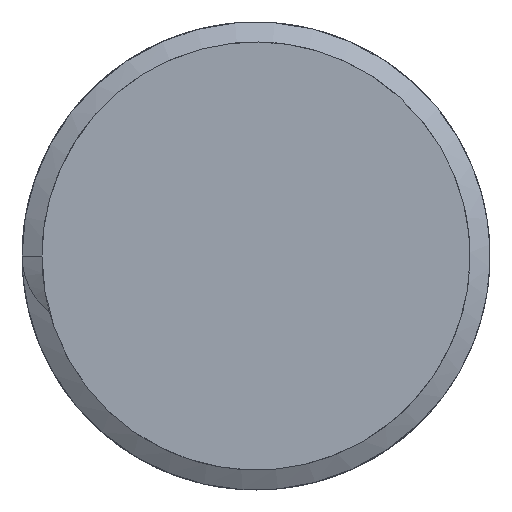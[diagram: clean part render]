
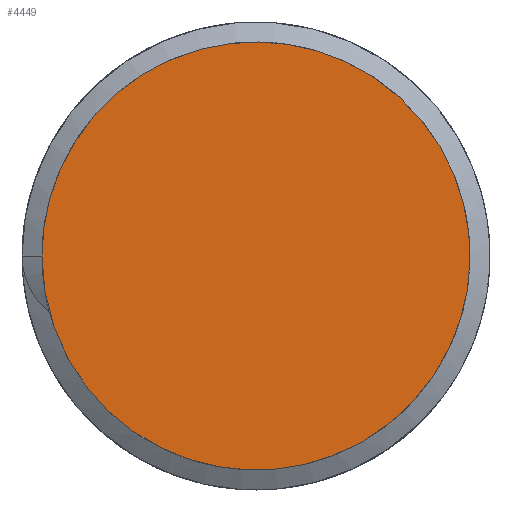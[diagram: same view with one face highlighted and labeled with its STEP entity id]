
A CAD part, left-side view. The second image highlights one B-rep face of the part: STEP entity #4449.
In plain terms, the highlighted free-form (B-spline) face has degree [1, 1] with [2, 2] control points.
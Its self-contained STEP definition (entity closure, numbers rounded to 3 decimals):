
#4414=CARTESIAN_POINT('',(0.,8.35,0.));
#4415=VERTEX_POINT('',#4414);
#4426=CARTESIAN_POINT('',(0.,8.35,0.));
#4427=CARTESIAN_POINT('',(0.,8.35,-8.35));
#4428=CARTESIAN_POINT('',(0.,0.,-8.35));
#4429=CARTESIAN_POINT('',(0.,-8.35,-8.35));
#4430=CARTESIAN_POINT('',(0.,-8.35,0.));
#4431=CARTESIAN_POINT('',(0.,-8.35,8.35));
#4432=CARTESIAN_POINT('',(0.,0.,8.35));
#4433=CARTESIAN_POINT('',(0.,8.35,8.35));
#4434=CARTESIAN_POINT('',(0.,8.35,0.));
#4435=(BOUNDED_CURVE()B_SPLINE_CURVE(2,(#4426,#4427,#4428,#4429,#4430,#4431,#4432,#4433,#4434),.CIRCULAR_ARC.,.T.,.U.)B_SPLINE_CURVE_WITH_KNOTS((3,2,2,2,3),(0.,0.25,0.5,0.75,1.),.UNSPECIFIED.)CURVE()GEOMETRIC_REPRESENTATION_ITEM()RATIONAL_B_SPLINE_CURVE((1.,0.707,1.,0.707,1.,0.707,1.,0.707,1.))REPRESENTATION_ITEM(''));
#4436=EDGE_CURVE('',#4415,#4415,#4435,.T.);
#4441=CARTESIAN_POINT('',(0.,-25.05,25.05));
#4442=CARTESIAN_POINT('',(0.,-25.05,-25.05));
#4443=CARTESIAN_POINT('',(0.,25.05,25.05));
#4444=CARTESIAN_POINT('',(0.,25.05,-25.05));
#4445=B_SPLINE_SURFACE_WITH_KNOTS('',1,1,((#4441,#4442),(#4443,#4444)),.PLANE_SURF.,.F.,.F.,.U.,(2,2),(2,2),(-1.,2.),(-1.,2.),.UNSPECIFIED.);
#4446=ORIENTED_EDGE('',*,*,#4436,.T.);
#4447=EDGE_LOOP('',(#4446));
#4448=FACE_OUTER_BOUND('',#4447,.T.);
#4449=ADVANCED_FACE('',(#4448),#4445,.T.);
